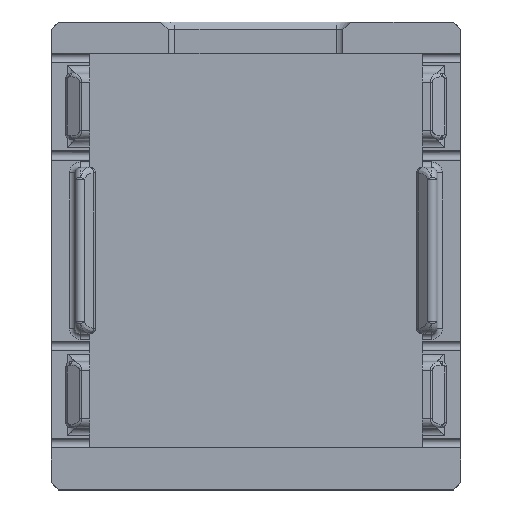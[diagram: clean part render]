
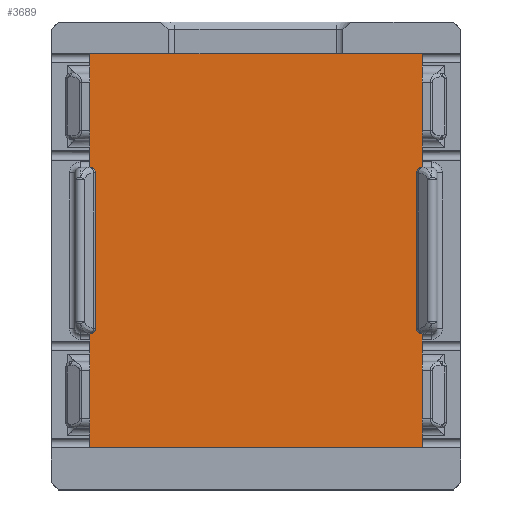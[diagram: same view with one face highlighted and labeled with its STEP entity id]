
A CAD part, top view. The second image highlights one B-rep face of the part: STEP entity #3689.
In plain terms, the highlighted planar face has unit normal (0, 0, 1).
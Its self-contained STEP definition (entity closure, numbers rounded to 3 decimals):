
#283=DIRECTION('',(0.,-1.,0.));
#284=VECTOR('',#283,0.49);
#285=CARTESIAN_POINT('',(8.99,-4.905,-1.26));
#286=LINE('',#285,#284);
#287=DIRECTION('',(0.,1.,0.));
#288=VECTOR('',#287,0.492);
#289=CARTESIAN_POINT('',(8.99,-10.665,-1.26));
#290=LINE('',#289,#288);
#291=DIRECTION('',(0.,1.,0.));
#292=VECTOR('',#291,0.492);
#293=CARTESIAN_POINT('',(-8.99,-10.665,-1.26));
#294=LINE('',#293,#292);
#295=DIRECTION('',(0.,1.,0.));
#296=VECTOR('',#295,0.49);
#297=CARTESIAN_POINT('',(-8.99,-5.395,-1.26));
#298=LINE('',#297,#296);
#299=DIRECTION('',(0.,1.,0.));
#300=VECTOR('',#299,0.49);
#301=CARTESIAN_POINT('',(-8.99,4.905,-1.26));
#302=LINE('',#301,#300);
#303=DIRECTION('',(0.,-1.,0.));
#304=VECTOR('',#303,0.492);
#305=CARTESIAN_POINT('',(-8.99,10.665,-1.26));
#306=LINE('',#305,#304);
#307=DIRECTION('',(0.,-1.,0.));
#308=VECTOR('',#307,0.492);
#309=CARTESIAN_POINT('',(8.99,10.665,-1.26));
#310=LINE('',#309,#308);
#311=DIRECTION('',(0.,-1.,0.));
#312=VECTOR('',#311,0.49);
#313=CARTESIAN_POINT('',(8.99,5.395,-1.26));
#314=LINE('',#313,#312);
#328=DIRECTION('',(0.,1.,0.));
#329=VECTOR('',#328,9.81);
#330=CARTESIAN_POINT('',(8.99,-4.905,-1.26));
#331=LINE('',#330,#329);
#364=DIRECTION('',(0.,1.,0.));
#365=VECTOR('',#364,4.778);
#366=CARTESIAN_POINT('',(8.99,5.395,-1.26));
#367=LINE('',#366,#365);
#386=DIRECTION('',(0.,1.,0.));
#387=VECTOR('',#386,4.778);
#388=CARTESIAN_POINT('',(8.99,-10.173,-1.26));
#389=LINE('',#388,#387);
#776=DIRECTION('',(0.,-1.,0.));
#777=VECTOR('',#776,9.81);
#778=CARTESIAN_POINT('',(-8.99,4.905,-1.26));
#779=LINE('',#778,#777);
#812=DIRECTION('',(0.,-1.,0.));
#813=VECTOR('',#812,4.778);
#814=CARTESIAN_POINT('',(-8.99,10.173,-1.26));
#815=LINE('',#814,#813);
#834=DIRECTION('',(0.,-1.,0.));
#835=VECTOR('',#834,4.778);
#836=CARTESIAN_POINT('',(-8.99,-5.395,-1.26));
#837=LINE('',#836,#835);
#1369=DIRECTION('',(-1.,0.,0.));
#1370=VECTOR('',#1369,17.98);
#1371=CARTESIAN_POINT('',(8.99,10.665,-1.26));
#1372=LINE('',#1371,#1370);
#1377=CARTESIAN_POINT('',(-8.99,10.665,-1.26));
#1485=DIRECTION('',(1.,0.,0.));
#1486=VECTOR('',#1485,17.98);
#1487=CARTESIAN_POINT('',(-8.99,-10.665,-1.26));
#1488=LINE('',#1487,#1486);
#2923=CARTESIAN_POINT('',(8.99,-4.905,-1.26));
#2924=CARTESIAN_POINT('',(8.99,-5.395,-1.26));
#2925=VERTEX_POINT('',#2923);
#2926=VERTEX_POINT('',#2924);
#2927=CARTESIAN_POINT('',(8.99,5.395,-1.26));
#2928=CARTESIAN_POINT('',(8.99,4.905,-1.26));
#2929=VERTEX_POINT('',#2927);
#2930=VERTEX_POINT('',#2928);
#2931=CARTESIAN_POINT('',(-8.99,-5.395,-1.26));
#2932=CARTESIAN_POINT('',(-8.99,-4.905,-1.26));
#2933=VERTEX_POINT('',#2931);
#2934=VERTEX_POINT('',#2932);
#2935=CARTESIAN_POINT('',(-8.99,4.905,-1.26));
#2936=CARTESIAN_POINT('',(-8.99,5.395,-1.26));
#2937=VERTEX_POINT('',#2935);
#2938=VERTEX_POINT('',#2936);
#2963=CARTESIAN_POINT('',(8.99,-10.173,-1.26));
#2964=VERTEX_POINT('',#2963);
#2965=CARTESIAN_POINT('',(8.99,10.173,-1.26));
#2966=VERTEX_POINT('',#2965);
#2967=CARTESIAN_POINT('',(-8.99,10.173,-1.26));
#2968=VERTEX_POINT('',#2967);
#2969=CARTESIAN_POINT('',(-8.99,-10.173,-1.26));
#2970=VERTEX_POINT('',#2969);
#2972=VERTEX_POINT('',#1377);
#2977=CARTESIAN_POINT('',(-8.99,-10.662,-1.26));
#2978=VERTEX_POINT('',#2977);
#2980=CARTESIAN_POINT('',(8.99,10.662,-1.26));
#2981=VERTEX_POINT('',#2980);
#2985=CARTESIAN_POINT('',(8.99,-10.662,-1.26));
#2986=VERTEX_POINT('',#2985);
#3651=CARTESIAN_POINT('',(0.,0.,-1.26));
#3652=DIRECTION('',(0.,0.,1.));
#3653=DIRECTION('',(1.,0.,0.));
#3654=AXIS2_PLACEMENT_3D('',#3651,#3652,#3653);
#3655=PLANE('',#3654);
#3656=ORIENTED_EDGE('',*,*,#3646,.T.);
#3658=ORIENTED_EDGE('',*,*,#3657,.F.);
#3660=ORIENTED_EDGE('',*,*,#3659,.F.);
#3662=ORIENTED_EDGE('',*,*,#3661,.F.);
#3664=ORIENTED_EDGE('',*,*,#3663,.T.);
#3666=ORIENTED_EDGE('',*,*,#3665,.F.);
#3668=ORIENTED_EDGE('',*,*,#3667,.T.);
#3670=ORIENTED_EDGE('',*,*,#3669,.F.);
#3672=ORIENTED_EDGE('',*,*,#3671,.T.);
#3674=ORIENTED_EDGE('',*,*,#3673,.F.);
#3676=ORIENTED_EDGE('',*,*,#3675,.F.);
#3678=ORIENTED_EDGE('',*,*,#3677,.F.);
#3680=ORIENTED_EDGE('',*,*,#3679,.T.);
#3682=ORIENTED_EDGE('',*,*,#3681,.F.);
#3684=ORIENTED_EDGE('',*,*,#3683,.T.);
#3686=ORIENTED_EDGE('',*,*,#3685,.F.);
#3687=EDGE_LOOP('',(#3656,#3658,#3660,#3662,#3664,#3666,#3668,#3670,#3672,#3674,
#3676,#3678,#3680,#3682,#3684,#3686));
#3688=FACE_OUTER_BOUND('',#3687,.F.);
#3689=ADVANCED_FACE('',(#3688),#3655,.T.);
#3646=EDGE_CURVE('',#2925,#2926,#286,.T.);
#3657=EDGE_CURVE('',#2964,#2926,#389,.T.);
#3659=EDGE_CURVE('',#2986,#2964,#290,.T.);
#3661=EDGE_CURVE('',#2978,#2986,#1488,.T.);
#3663=EDGE_CURVE('',#2978,#2970,#294,.T.);
#3665=EDGE_CURVE('',#2933,#2970,#837,.T.);
#3667=EDGE_CURVE('',#2933,#2934,#298,.T.);
#3669=EDGE_CURVE('',#2937,#2934,#779,.T.);
#3671=EDGE_CURVE('',#2937,#2938,#302,.T.);
#3673=EDGE_CURVE('',#2968,#2938,#815,.T.);
#3675=EDGE_CURVE('',#2972,#2968,#306,.T.);
#3677=EDGE_CURVE('',#2981,#2972,#1372,.T.);
#3679=EDGE_CURVE('',#2981,#2966,#310,.T.);
#3681=EDGE_CURVE('',#2929,#2966,#367,.T.);
#3683=EDGE_CURVE('',#2929,#2930,#314,.T.);
#3685=EDGE_CURVE('',#2925,#2930,#331,.T.);
